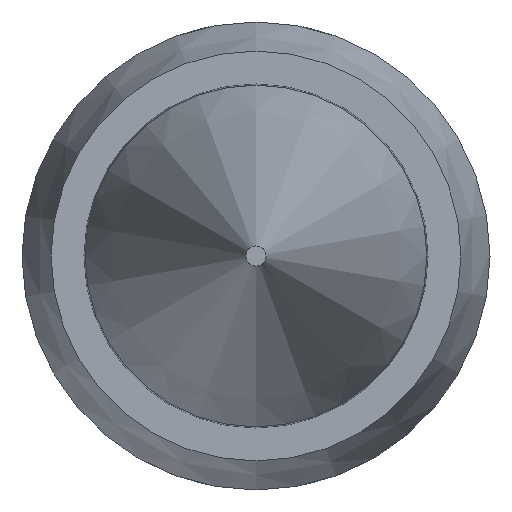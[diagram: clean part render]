
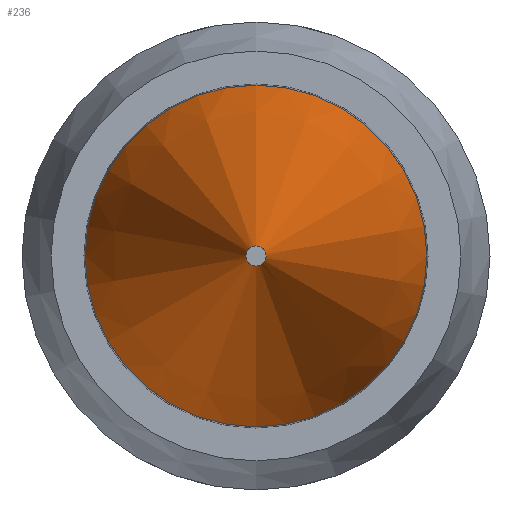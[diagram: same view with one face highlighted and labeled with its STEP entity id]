
A CAD part, left-side view. The second image highlights one B-rep face of the part: STEP entity #236.
In plain terms, the highlighted conical face has half-angle 15 degrees and reference radius 0.051 mm.
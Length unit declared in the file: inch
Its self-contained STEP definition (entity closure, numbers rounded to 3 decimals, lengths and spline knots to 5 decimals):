
#17 = CARTESIAN_POINT ( 'NONE',  ( -0.35, 0., 0. ) ) ;
#26 = CIRCLE ( 'NONE', #246, 0.03377 ) ;
#30 = CARTESIAN_POINT ( 'NONE',  ( -0.35, 0., 0. ) ) ;
#34 = EDGE_CURVE ( 'NONE', #343, #343, #204, .T. ) ;
#62 = CARTESIAN_POINT ( 'NONE',  ( -0.23145, 0., 0.03377 ) ) ;
#70 = VERTEX_POINT ( 'NONE', #62 ) ;
#119 = EDGE_CURVE ( 'NONE', #70, #70, #26, .T. ) ;
#164 = DIRECTION ( 'NONE',  ( -1., 0., 0. ) ) ;
#177 = DIRECTION ( 'NONE',  ( 0., 0., -1. ) ) ;
#198 = DIRECTION ( 'NONE',  ( 0., 0., 1. ) ) ;
#204 = CIRCLE ( 'NONE', #242, 0.002 ) ;
#208 = DIRECTION ( 'NONE',  ( -1., 0., 0. ) ) ;
#216 = CARTESIAN_POINT ( 'NONE',  ( -0.35, 0., 0.002 ) ) ;
#235 = DIRECTION ( 'NONE',  ( 0., 0., 1. ) ) ;
#236 = ADVANCED_FACE ( 'NONE', ( #260, #310 ), #252, .T. ) ;
#242 = AXIS2_PLACEMENT_3D ( 'NONE', #17, #164, #198 ) ;
#246 = AXIS2_PLACEMENT_3D ( 'NONE', #329, #208, #235 ) ;
#252 = CONICAL_SURFACE ( 'NONE', #328, 0.002, 0.262 ) ;
#260 = FACE_OUTER_BOUND ( 'NONE', #320, .T. ) ;
#294 = EDGE_LOOP ( 'NONE', ( #345 ) ) ;
#310 = FACE_BOUND ( 'NONE', #294, .T. ) ;
#320 = EDGE_LOOP ( 'NONE', ( #333 ) ) ;
#328 = AXIS2_PLACEMENT_3D ( 'NONE', #30, #336, #177 ) ;
#329 = CARTESIAN_POINT ( 'NONE',  ( -0.23145, 0., 0. ) ) ;
#333 = ORIENTED_EDGE ( 'NONE', *, *, #119, .T. ) ;
#336 = DIRECTION ( 'NONE',  ( 1., 0., 0. ) ) ;
#343 = VERTEX_POINT ( 'NONE', #216 ) ;
#345 = ORIENTED_EDGE ( 'NONE', *, *, #34, .F. ) ;
